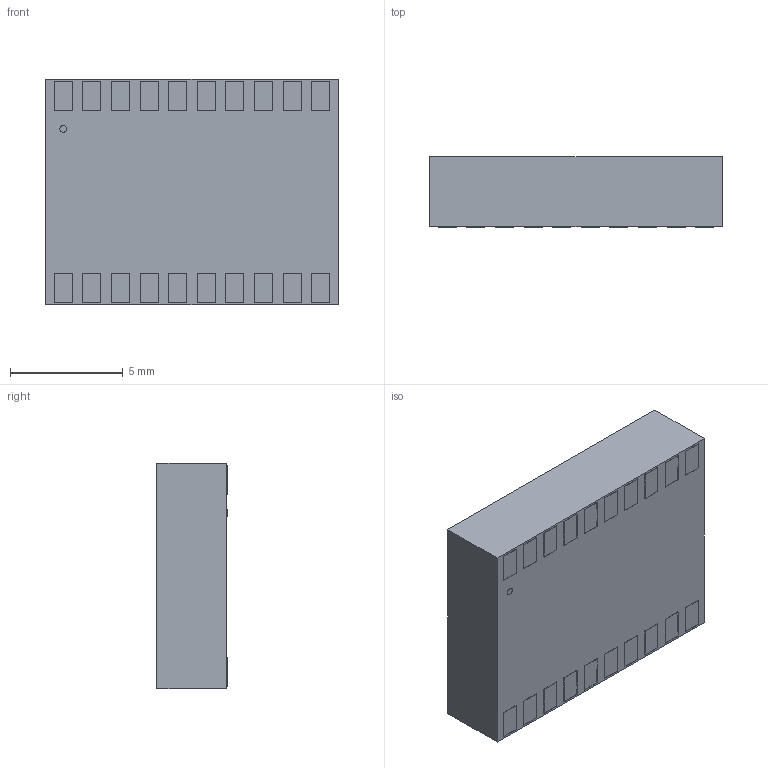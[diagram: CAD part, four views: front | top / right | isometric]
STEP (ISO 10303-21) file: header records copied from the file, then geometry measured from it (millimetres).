
FILE_DESCRIPTION((''),'2;1');
FILE_NAME('TD_H_541SCANH_ASM','2021-07-15T',('eng495'),(''),'PRO/ENGINEER BY PARAMETRIC TECHNOLOGY CORPORATION, 2014000','PRO/ENGINEER BY PARAMETRIC TECHNOLOGY CORPORATION, 2014000','');
FILE_SCHEMA(('AUTOMOTIVE_DESIGN { 1 0 10303 214 1 1 1 1 }'));
Length unit declared in the file: millimetre
Products named in the file (1): TD_H_541SCANH_ASM
Bounding box: 13 x 3.12 x 10 mm (x, y, z)
Volume: 403.4 mm3; surface area: 404.6 mm2
Topology: 1 solids, 1 shells, 112 faces, 264 edges, 176 vertices
Faces by surface type: plane 108, cylinder 4
Entity records: 3270 total; most frequent: CARTESIAN_POINT 554, ORIENTED_EDGE 528, DIRECTION 496, EDGE_CURVE 264, VECTOR 256, LINE 256, VERTEX_POINT 176, EDGE_LOOP 134
